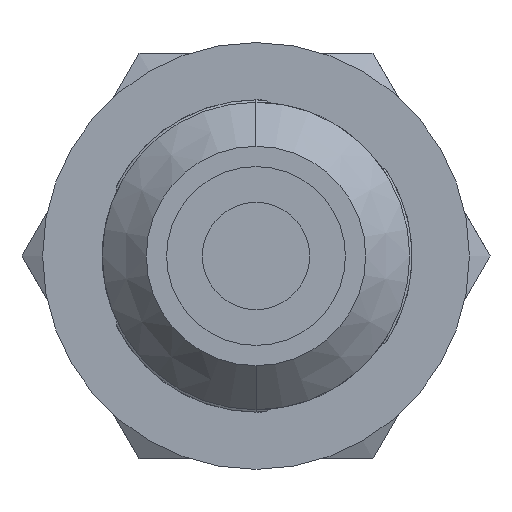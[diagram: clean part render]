
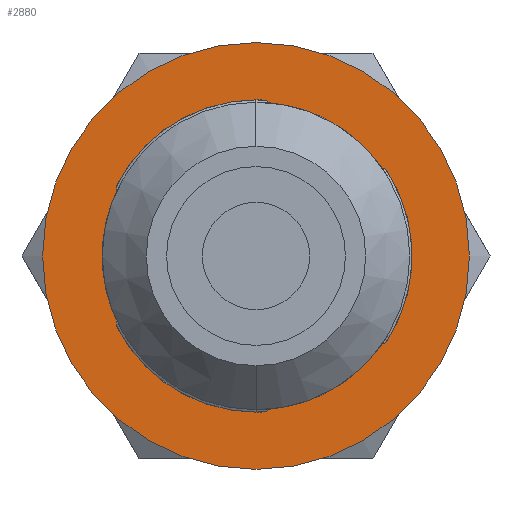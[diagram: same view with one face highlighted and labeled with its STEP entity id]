
A CAD part, front view. The second image highlights one B-rep face of the part: STEP entity #2880.
In plain terms, the highlighted planar face has unit normal (0, -1, 0).
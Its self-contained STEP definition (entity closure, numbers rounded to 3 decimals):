
#30 = CARTESIAN_POINT ( 'NONE',  ( 0., 6.6, 0. ) ) ;
#33 = DIRECTION ( 'NONE',  ( 0., 0., -1. ) ) ;
#34 = DIRECTION ( 'NONE',  ( 0., -1., 0. ) ) ;
#52 = AXIS2_PLACEMENT_3D ( 'NONE', #30, #34, #33 ) ;
#55 = CIRCLE ( 'NONE', #52, 6.55 ) ;
#70 = CARTESIAN_POINT ( 'NONE',  ( 0., 6.6, -6.55 ) ) ;
#75 = CARTESIAN_POINT ( 'NONE',  ( -5.85, 6.6, -2.946 ) ) ;
#77 = CIRCLE ( 'NONE', #78, 6.55 ) ;
#78 = AXIS2_PLACEMENT_3D ( 'NONE', #80, #79, #82 ) ;
#79 = DIRECTION ( 'NONE',  ( 0., -1., 0. ) ) ;
#80 = CARTESIAN_POINT ( 'NONE',  ( 0., 6.6, 0. ) ) ;
#82 = DIRECTION ( 'NONE',  ( 0., 0., -1. ) ) ;
#84 = CARTESIAN_POINT ( 'NONE',  ( -5.85, 6.6, 2.946 ) ) ;
#195 = CARTESIAN_POINT ( 'NONE',  ( 5.278, 6.6, 3.708 ) ) ;
#215 = CARTESIAN_POINT ( 'NONE',  ( 0.572, 6.6, 6.425 ) ) ;
#220 = DIRECTION ( 'NONE',  ( 0., 0., -1. ) ) ;
#221 = DIRECTION ( 'NONE',  ( 0., 1., 0. ) ) ;
#222 = CARTESIAN_POINT ( 'NONE',  ( 0., 6.6, 0. ) ) ;
#223 = AXIS2_PLACEMENT_3D ( 'NONE', #222, #221, #220 ) ;
#224 = CIRCLE ( 'NONE', #223, 6.45 ) ;
#543 = LINE ( 'NONE', #547, #546 ) ;
#545 = DIRECTION ( 'NONE',  ( 0., 0., -1. ) ) ;
#546 = VECTOR ( 'NONE', #545, 1000. ) ;
#547 = CARTESIAN_POINT ( 'NONE',  ( -5.85, 6.6, -2.946 ) ) ;
#684 = CIRCLE ( 'NONE', #740, 6.45 ) ;
#704 = DIRECTION ( 'NONE',  ( 0., 1., 0. ) ) ;
#705 = CARTESIAN_POINT ( 'NONE',  ( 0., 6.6, 0. ) ) ;
#739 = DIRECTION ( 'NONE',  ( 0., 0., -1. ) ) ;
#740 = AXIS2_PLACEMENT_3D ( 'NONE', #705, #704, #739 ) ;
#771 = CARTESIAN_POINT ( 'NONE',  ( -5.85, 6.6, -2.717 ) ) ;
#813 = CARTESIAN_POINT ( 'NONE',  ( -5.85, 6.6, 2.717 ) ) ;
#1023 = VERTEX_POINT ( 'NONE', #3094 ) ;
#1025 = LINE ( 'NONE', #1064, #1063 ) ;
#1063 = VECTOR ( 'NONE', #1094, 1000. ) ;
#1064 = CARTESIAN_POINT ( 'NONE',  ( 5.476, 6.6, -3.593 ) ) ;
#1094 = DIRECTION ( 'NONE',  ( 0.866, 0., 0.5 ) ) ;
#1301 = CARTESIAN_POINT ( 'NONE',  ( 5.476, 6.6, -3.593 ) ) ;
#1378 = DIRECTION ( 'NONE',  ( 0., -1., 0. ) ) ;
#1379 = AXIS2_PLACEMENT_3D ( 'NONE', #1396, #1395, #1394 ) ;
#1387 = DIRECTION ( 'NONE',  ( 0., 0., -1. ) ) ;
#1388 = CARTESIAN_POINT ( 'NONE',  ( 0.374, 6.6, -6.539 ) ) ;
#1390 = CIRCLE ( 'NONE', #1379, 6.55 ) ;
#1393 = CARTESIAN_POINT ( 'NONE',  ( 5.476, 6.6, 3.593 ) ) ;
#1394 = DIRECTION ( 'NONE',  ( 0., 0., -1. ) ) ;
#1395 = DIRECTION ( 'NONE',  ( 0., -1., 0. ) ) ;
#1396 = CARTESIAN_POINT ( 'NONE',  ( 0., 6.6, 0. ) ) ;
#1405 = CARTESIAN_POINT ( 'NONE',  ( 0., 6.6, 0. ) ) ;
#1408 = VERTEX_POINT ( 'NONE', #3145 ) ;
#1409 = CIRCLE ( 'NONE', #1410, 6.55 ) ;
#1410 = AXIS2_PLACEMENT_3D ( 'NONE', #1405, #1378, #1387 ) ;
#1416 = EDGE_CURVE ( 'NONE', #1458, #1408, #3181, .T. ) ;
#1436 = DIRECTION ( 'NONE',  ( -0.866, 0., 0.5 ) ) ;
#1437 = CARTESIAN_POINT ( 'NONE',  ( 0.374, 6.6, 6.539 ) ) ;
#1438 = LINE ( 'NONE', #1437, #1492 ) ;
#1439 = CARTESIAN_POINT ( 'NONE',  ( 0.374, 6.6, 6.539 ) ) ;
#1444 = AXIS2_PLACEMENT_3D ( 'NONE', #1479, #1478, #1477 ) ;
#1458 = VERTEX_POINT ( 'NONE', #3204 ) ;
#1471 = CIRCLE ( 'NONE', #1444, 6.55 ) ;
#1477 = DIRECTION ( 'NONE',  ( 0., 0., -1. ) ) ;
#1478 = DIRECTION ( 'NONE',  ( 0., -1., 0. ) ) ;
#1479 = CARTESIAN_POINT ( 'NONE',  ( 0., 6.6, 0. ) ) ;
#1492 = VECTOR ( 'NONE', #1436, 1000. ) ;
#1509 = DIRECTION ( 'NONE',  ( 0., -1., 0. ) ) ;
#1510 = CARTESIAN_POINT ( 'NONE',  ( 0., 6.6, 0. ) ) ;
#1511 = AXIS2_PLACEMENT_3D ( 'NONE', #1510, #1509, #1558 ) ;
#1512 = CIRCLE ( 'NONE', #1511, 8.95 ) ;
#1513 = PLANE ( 'NONE',  #1537 ) ;
#1520 = LINE ( 'NONE', #1575, #1549 ) ;
#1537 = AXIS2_PLACEMENT_3D ( 'NONE', #1584, #1583, #1577 ) ;
#1544 = FACE_OUTER_BOUND ( 'NONE', #2873, .T. ) ;
#1548 = DIRECTION ( 'NONE',  ( -0.866, 0., 0.5 ) ) ;
#1549 = VECTOR ( 'NONE', #1548, 1000. ) ;
#1558 = DIRECTION ( 'NONE',  ( 0., 0., -1. ) ) ;
#1568 = DIRECTION ( 'NONE',  ( 0., 0., -1. ) ) ;
#1569 = VECTOR ( 'NONE', #1568, 1000. ) ;
#1570 = CARTESIAN_POINT ( 'NONE',  ( -5.85, 6.6, -2.946 ) ) ;
#1571 = LINE ( 'NONE', #1570, #1569 ) ;
#1575 = CARTESIAN_POINT ( 'NONE',  ( 0.374, 6.6, 6.539 ) ) ;
#1577 = DIRECTION ( 'NONE',  ( 0., 0., -1. ) ) ;
#1582 = FACE_BOUND ( 'NONE', #2898, .T. ) ;
#1583 = DIRECTION ( 'NONE',  ( 0., -1., 0. ) ) ;
#1584 = CARTESIAN_POINT ( 'NONE',  ( 6.55, 6.6, 0. ) ) ;
#1709 = VECTOR ( 'NONE', #1710, 1000. ) ;
#1710 = DIRECTION ( 'NONE',  ( 0.866, 0., 0.5 ) ) ;
#1719 = CARTESIAN_POINT ( 'NONE',  ( 5.476, 6.6, -3.593 ) ) ;
#1720 = LINE ( 'NONE', #1719, #1709 ) ;
#1863 = DIRECTION ( 'NONE',  ( 0., 0., -1. ) ) ;
#1864 = DIRECTION ( 'NONE',  ( 0., 1., 0. ) ) ;
#1865 = CARTESIAN_POINT ( 'NONE',  ( 0., 6.6, 0. ) ) ;
#1866 = AXIS2_PLACEMENT_3D ( 'NONE', #1865, #1864, #1863 ) ;
#1867 = CIRCLE ( 'NONE', #1866, 6.45 ) ;
#1928 = CARTESIAN_POINT ( 'NONE',  ( 0.572, 6.6, -6.425 ) ) ;
#1971 = CARTESIAN_POINT ( 'NONE',  ( 5.278, 6.6, -3.708 ) ) ;
#2145 = VERTEX_POINT ( 'NONE', #195 ) ;
#2158 = EDGE_CURVE ( 'NONE', #2161, #2145, #224, .T. ) ;
#2161 = VERTEX_POINT ( 'NONE', #215 ) ;
#2190 = VERTEX_POINT ( 'NONE', #70 ) ;
#2192 = VERTEX_POINT ( 'NONE', #75 ) ;
#2197 = EDGE_CURVE ( 'NONE', #2192, #2190, #55, .T. ) ;
#2198 = EDGE_CURVE ( 'NONE', #1023, #2201, #77, .T. ) ;
#2201 = VERTEX_POINT ( 'NONE', #84 ) ;
#2371 = VERTEX_POINT ( 'NONE', #813 ) ;
#2613 = EDGE_CURVE ( 'NONE', #2670, #2192, #543, .T. ) ;
#2627 = EDGE_CURVE ( 'NONE', #2670, #2371, #684, .T. ) ;
#2670 = VERTEX_POINT ( 'NONE', #771 ) ;
#2734 = EDGE_CURVE ( 'NONE', #3083, #2765, #1025, .T. ) ;
#2765 = VERTEX_POINT ( 'NONE', #1301 ) ;
#2810 = EDGE_CURVE ( 'NONE', #2190, #2811, #1409, .T. ) ;
#2811 = VERTEX_POINT ( 'NONE', #1388 ) ;
#2824 = EDGE_CURVE ( 'NONE', #2765, #2825, #1390, .T. ) ;
#2825 = VERTEX_POINT ( 'NONE', #1393 ) ;
#2834 = VERTEX_POINT ( 'NONE', #1439 ) ;
#2842 = EDGE_CURVE ( 'NONE', #2161, #2834, #1438, .T. ) ;
#2858 = EDGE_CURVE ( 'NONE', #2834, #1023, #1471, .T. ) ;
#2863 = ORIENTED_EDGE ( 'NONE', *, *, #2911, .F. ) ;
#2865 = ORIENTED_EDGE ( 'NONE', *, *, #2889, .F. ) ;
#2868 = ORIENTED_EDGE ( 'NONE', *, *, #2627, .T. ) ;
#2872 = ORIENTED_EDGE ( 'NONE', *, *, #2734, .F. ) ;
#2873 = EDGE_LOOP ( 'NONE', ( #2900, #2875 ) ) ;
#2875 = ORIENTED_EDGE ( 'NONE', *, *, #2894, .T. ) ;
#2877 = ORIENTED_EDGE ( 'NONE', *, *, #2858, .F. ) ;
#2880 = ADVANCED_FACE ( 'NONE', ( #1544, #1582 ), #1513, .T. ) ;
#2883 = ORIENTED_EDGE ( 'NONE', *, *, #2824, .F. ) ;
#2888 = ORIENTED_EDGE ( 'NONE', *, *, #2842, .F. ) ;
#2889 = EDGE_CURVE ( 'NONE', #2825, #2145, #1520, .T. ) ;
#2894 = EDGE_CURVE ( 'NONE', #1408, #1458, #1512, .T. ) ;
#2898 = EDGE_LOOP ( 'NONE', ( #2985, #2868, #2863, #2941, #2877, #2888, #2903, #2865, #2883, #2872, #2964, #2912, #2963, #2925 ) ) ;
#2900 = ORIENTED_EDGE ( 'NONE', *, *, #1416, .T. ) ;
#2903 = ORIENTED_EDGE ( 'NONE', *, *, #2158, .T. ) ;
#2911 = EDGE_CURVE ( 'NONE', #2201, #2371, #1571, .T. ) ;
#2912 = ORIENTED_EDGE ( 'NONE', *, *, #2933, .F. ) ;
#2925 = ORIENTED_EDGE ( 'NONE', *, *, #2197, .F. ) ;
#2933 = EDGE_CURVE ( 'NONE', #2811, #3050, #1720, .T. ) ;
#2941 = ORIENTED_EDGE ( 'NONE', *, *, #2198, .F. ) ;
#2963 = ORIENTED_EDGE ( 'NONE', *, *, #2810, .F. ) ;
#2964 = ORIENTED_EDGE ( 'NONE', *, *, #3044, .T. ) ;
#2985 = ORIENTED_EDGE ( 'NONE', *, *, #2613, .F. ) ;
#3044 = EDGE_CURVE ( 'NONE', #3083, #3050, #1867, .T. ) ;
#3050 = VERTEX_POINT ( 'NONE', #1928 ) ;
#3083 = VERTEX_POINT ( 'NONE', #1971 ) ;
#3094 = CARTESIAN_POINT ( 'NONE',  ( 0., 6.6, 6.55 ) ) ;
#3145 = CARTESIAN_POINT ( 'NONE',  ( 0., 6.6, 8.95 ) ) ;
#3148 = DIRECTION ( 'NONE',  ( 0., 0., -1. ) ) ;
#3149 = DIRECTION ( 'NONE',  ( 0., -1., 0. ) ) ;
#3150 = AXIS2_PLACEMENT_3D ( 'NONE', #3180, #3149, #3148 ) ;
#3180 = CARTESIAN_POINT ( 'NONE',  ( 0., 6.6, 0. ) ) ;
#3181 = CIRCLE ( 'NONE', #3150, 8.95 ) ;
#3204 = CARTESIAN_POINT ( 'NONE',  ( 0., 6.6, -8.95 ) ) ;
